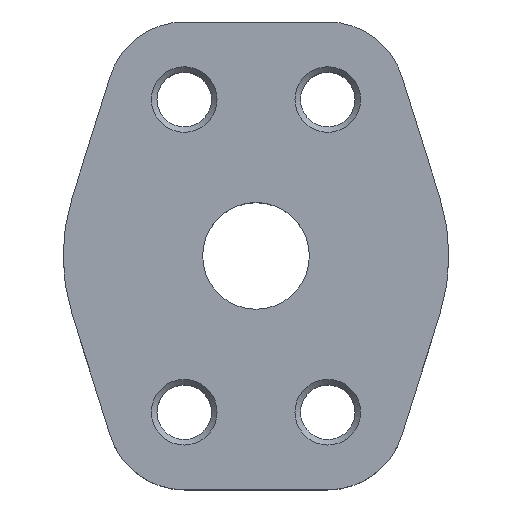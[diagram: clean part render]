
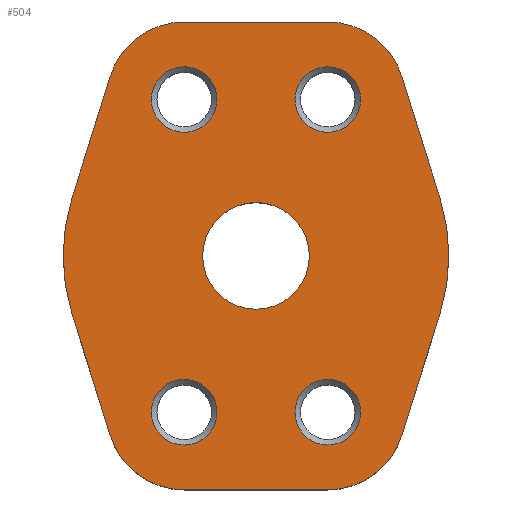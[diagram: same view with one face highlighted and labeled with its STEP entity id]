
A CAD part, top view. The second image highlights one B-rep face of the part: STEP entity #504.
In plain terms, the highlighted planar face has unit normal (0, 0, 1).
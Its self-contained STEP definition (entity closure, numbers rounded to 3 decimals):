
#43=LINE('',#775,#67);
#48=LINE('',#790,#72);
#52=LINE('',#802,#76);
#56=LINE('',#814,#80);
#60=LINE('',#826,#84);
#64=LINE('',#838,#88);
#67=VECTOR('',#614,1000.);
#72=VECTOR('',#627,1000.);
#76=VECTOR('',#639,1000.);
#80=VECTOR('',#651,1000.);
#84=VECTOR('',#663,1000.);
#88=VECTOR('',#675,1000.);
#160=ORIENTED_EDGE('',*,*,#255,.T.);
#161=ORIENTED_EDGE('',*,*,#256,.T.);
#162=ORIENTED_EDGE('',*,*,#257,.T.);
#163=ORIENTED_EDGE('',*,*,#258,.T.);
#164=ORIENTED_EDGE('',*,*,#247,.F.);
#165=ORIENTED_EDGE('',*,*,#213,.T.);
#166=ORIENTED_EDGE('',*,*,#217,.T.);
#167=ORIENTED_EDGE('',*,*,#220,.T.);
#168=ORIENTED_EDGE('',*,*,#223,.T.);
#169=ORIENTED_EDGE('',*,*,#226,.T.);
#170=ORIENTED_EDGE('',*,*,#229,.T.);
#171=ORIENTED_EDGE('',*,*,#232,.T.);
#172=ORIENTED_EDGE('',*,*,#235,.T.);
#173=ORIENTED_EDGE('',*,*,#238,.T.);
#174=ORIENTED_EDGE('',*,*,#241,.T.);
#175=ORIENTED_EDGE('',*,*,#244,.T.);
#176=ORIENTED_EDGE('',*,*,#248,.T.);
#213=EDGE_CURVE('',#273,#274,#43,.T.);
#217=EDGE_CURVE('',#274,#277,#321,.T.);
#220=EDGE_CURVE('',#277,#279,#48,.T.);
#223=EDGE_CURVE('',#279,#281,#323,.T.);
#226=EDGE_CURVE('',#281,#283,#52,.T.);
#229=EDGE_CURVE('',#283,#285,#325,.T.);
#232=EDGE_CURVE('',#285,#287,#56,.T.);
#235=EDGE_CURVE('',#287,#289,#327,.T.);
#238=EDGE_CURVE('',#289,#291,#60,.T.);
#241=EDGE_CURVE('',#291,#293,#329,.T.);
#244=EDGE_CURVE('',#293,#295,#64,.T.);
#247=EDGE_CURVE('',#297,#297,#331,.T.);
#248=EDGE_CURVE('',#295,#273,#332,.T.);
#255=EDGE_CURVE('',#303,#303,#339,.T.);
#256=EDGE_CURVE('',#304,#304,#340,.T.);
#257=EDGE_CURVE('',#305,#305,#341,.T.);
#258=EDGE_CURVE('',#306,#306,#342,.T.);
#273=VERTEX_POINT('',#776);
#274=VERTEX_POINT('',#777);
#277=VERTEX_POINT('',#785);
#279=VERTEX_POINT('',#791);
#281=VERTEX_POINT('',#797);
#283=VERTEX_POINT('',#803);
#285=VERTEX_POINT('',#809);
#287=VERTEX_POINT('',#815);
#289=VERTEX_POINT('',#821);
#291=VERTEX_POINT('',#827);
#293=VERTEX_POINT('',#833);
#295=VERTEX_POINT('',#839);
#297=VERTEX_POINT('',#845);
#303=VERTEX_POINT('',#862);
#304=VERTEX_POINT('',#864);
#305=VERTEX_POINT('',#866);
#306=VERTEX_POINT('',#868);
#321=CIRCLE('',#540,23.5);
#323=CIRCLE('',#544,9.45);
#325=CIRCLE('',#548,9.45);
#327=CIRCLE('',#552,23.5);
#329=CIRCLE('',#556,9.45);
#331=CIRCLE('',#560,6.5);
#332=CIRCLE('',#562,9.45);
#339=CIRCLE('',#571,4.);
#340=CIRCLE('',#572,4.);
#341=CIRCLE('',#573,4.);
#342=CIRCLE('',#574,4.);
#377=EDGE_LOOP('',(#160));
#378=EDGE_LOOP('',(#161));
#379=EDGE_LOOP('',(#162));
#380=EDGE_LOOP('',(#163));
#381=EDGE_LOOP('',(#164));
#382=EDGE_LOOP('',(#165,#166,#167,#168,#169,#170,#171,#172,#173,#174,#175,
#176));
#439=FACE_BOUND('',#377,.T.);
#440=FACE_BOUND('',#378,.T.);
#441=FACE_BOUND('',#379,.T.);
#442=FACE_BOUND('',#380,.T.);
#443=FACE_BOUND('',#381,.T.);
#444=FACE_BOUND('',#382,.T.);
#487=PLANE('',#570);
#504=ADVANCED_FACE('',(#439,#440,#441,#442,#443,#444),#487,.T.);
#540=AXIS2_PLACEMENT_3D('',#784,#620,#621);
#544=AXIS2_PLACEMENT_3D('',#796,#632,#633);
#548=AXIS2_PLACEMENT_3D('',#808,#644,#645);
#552=AXIS2_PLACEMENT_3D('',#820,#656,#657);
#556=AXIS2_PLACEMENT_3D('',#832,#668,#669);
#560=AXIS2_PLACEMENT_3D('',#844,#680,#681);
#562=AXIS2_PLACEMENT_3D('',#847,#684,#685);
#570=AXIS2_PLACEMENT_3D('',#860,#700,#701);
#571=AXIS2_PLACEMENT_3D('',#861,#702,#703);
#572=AXIS2_PLACEMENT_3D('',#863,#704,#705);
#573=AXIS2_PLACEMENT_3D('',#865,#706,#707);
#574=AXIS2_PLACEMENT_3D('',#867,#708,#709);
#614=DIRECTION('',(-0.299,-0.954,0.));
#620=DIRECTION('',(0.,0.,1.));
#621=DIRECTION('',(1.,0.,0.));
#627=DIRECTION('',(0.299,-0.954,0.));
#632=DIRECTION('',(0.,0.,1.));
#633=DIRECTION('',(1.,0.,0.));
#639=DIRECTION('',(1.,0.,0.));
#644=DIRECTION('',(0.,0.,1.));
#645=DIRECTION('',(1.,0.,0.));
#651=DIRECTION('',(0.299,0.954,0.));
#656=DIRECTION('',(0.,0.,1.));
#657=DIRECTION('',(1.,0.,0.));
#663=DIRECTION('',(-0.299,0.954,0.));
#668=DIRECTION('',(0.,0.,1.));
#669=DIRECTION('',(1.,0.,0.));
#675=DIRECTION('',(-1.,0.,0.));
#680=DIRECTION('',(0.,0.,1.));
#681=DIRECTION('',(1.,0.,0.));
#684=DIRECTION('',(0.,0.,1.));
#685=DIRECTION('',(1.,0.,0.));
#700=DIRECTION('',(0.,0.,1.));
#701=DIRECTION('',(1.,0.,0.));
#702=DIRECTION('',(0.,0.,-1.));
#703=DIRECTION('',(-1.,0.,0.));
#704=DIRECTION('',(0.,0.,-1.));
#705=DIRECTION('',(-1.,0.,0.));
#706=DIRECTION('',(0.,0.,-1.));
#707=DIRECTION('',(-1.,0.,0.));
#708=DIRECTION('',(0.,0.,-1.));
#709=DIRECTION('',(-1.,0.,0.));
#775=CARTESIAN_POINT('',(-17.767,21.878,0.));
#776=CARTESIAN_POINT('',(-17.767,21.878,0.));
#777=CARTESIAN_POINT('',(-22.423,7.033,0.));
#784=CARTESIAN_POINT('',(0.,0.,0.));
#785=CARTESIAN_POINT('',(-22.423,-7.033,0.));
#790=CARTESIAN_POINT('',(-22.423,-7.033,0.));
#791=CARTESIAN_POINT('',(-17.767,-21.878,0.));
#796=CARTESIAN_POINT('',(-8.75,-19.05,0.));
#797=CARTESIAN_POINT('',(-8.75,-28.5,0.));
#802=CARTESIAN_POINT('',(-8.75,-28.5,0.));
#803=CARTESIAN_POINT('',(8.75,-28.5,0.));
#808=CARTESIAN_POINT('',(8.75,-19.05,0.));
#809=CARTESIAN_POINT('',(17.767,-21.878,0.));
#814=CARTESIAN_POINT('',(17.767,-21.878,0.));
#815=CARTESIAN_POINT('',(22.423,-7.033,0.));
#820=CARTESIAN_POINT('',(0.,0.,0.));
#821=CARTESIAN_POINT('',(22.423,7.033,0.));
#826=CARTESIAN_POINT('',(22.423,7.033,0.));
#827=CARTESIAN_POINT('',(17.767,21.878,0.));
#832=CARTESIAN_POINT('',(8.75,19.05,0.));
#833=CARTESIAN_POINT('',(8.75,28.5,0.));
#838=CARTESIAN_POINT('',(8.75,28.5,0.));
#839=CARTESIAN_POINT('',(-8.75,28.5,0.));
#844=CARTESIAN_POINT('',(0.,0.,0.));
#845=CARTESIAN_POINT('',(6.5,0.,0.));
#847=CARTESIAN_POINT('',(-8.75,19.05,0.));
#860=CARTESIAN_POINT('',(0.,0.,0.));
#861=CARTESIAN_POINT('',(-8.75,19.05,0.));
#862=CARTESIAN_POINT('',(-12.75,19.05,0.));
#863=CARTESIAN_POINT('',(-8.75,-19.05,0.));
#864=CARTESIAN_POINT('',(-12.75,-19.05,0.));
#865=CARTESIAN_POINT('',(8.75,-19.05,0.));
#866=CARTESIAN_POINT('',(4.75,-19.05,0.));
#867=CARTESIAN_POINT('',(8.75,19.05,0.));
#868=CARTESIAN_POINT('',(4.75,19.05,0.));
